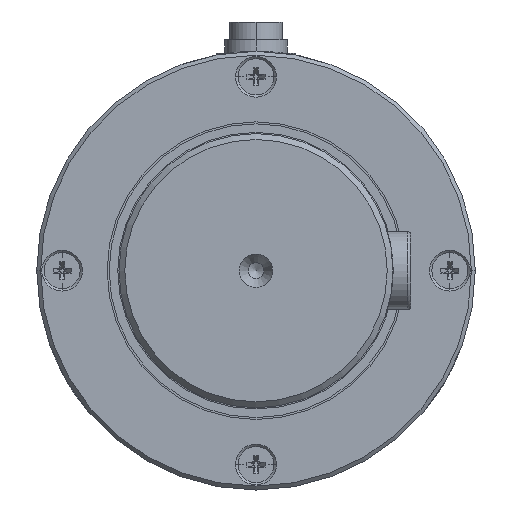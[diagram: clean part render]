
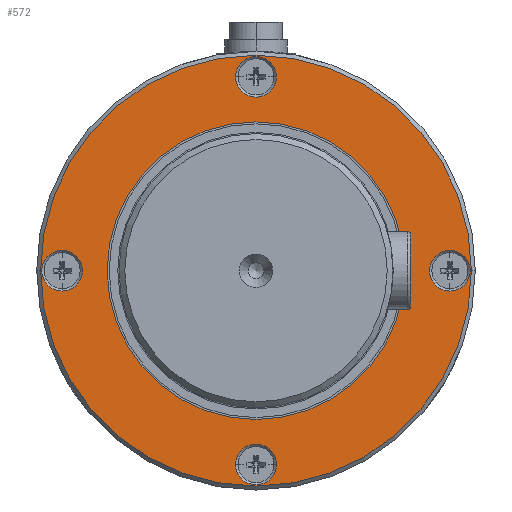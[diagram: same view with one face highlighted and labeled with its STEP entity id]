
A CAD part, left-side view. The second image highlights one B-rep face of the part: STEP entity #572.
In plain terms, the highlighted planar face has unit normal (-1, 0, 0).
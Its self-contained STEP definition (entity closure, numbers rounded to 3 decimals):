
#572 = ADVANCED_FACE( '', ( #1274, #1275, #1276, #1277, #1278, #1279 ), #1280, .T. );
#1274 = FACE_OUTER_BOUND( '', #2293, .T. );
#1275 = FACE_BOUND( '', #2294, .T. );
#1276 = FACE_BOUND( '', #2295, .T. );
#1277 = FACE_BOUND( '', #2296, .T. );
#1278 = FACE_BOUND( '', #2297, .T. );
#1279 = FACE_BOUND( '', #2298, .T. );
#1280 = PLANE( '', #2299 );
#2293 = EDGE_LOOP( '', ( #3380, #3381 ) );
#2294 = EDGE_LOOP( '', ( #3382, #3383 ) );
#2295 = EDGE_LOOP( '', ( #3384, #3385 ) );
#2296 = EDGE_LOOP( '', ( #3386, #3387 ) );
#2297 = EDGE_LOOP( '', ( #3388, #3389 ) );
#2298 = EDGE_LOOP( '', ( #3390, #3391 ) );
#2299 = AXIS2_PLACEMENT_3D( '', #3392, #3393, #3394 );
#3380 = ORIENTED_EDGE( '', *, *, #5661, .T. );
#3381 = ORIENTED_EDGE( '', *, *, #5662, .T. );
#3382 = ORIENTED_EDGE( '', *, *, #5663, .T. );
#3383 = ORIENTED_EDGE( '', *, *, #5664, .T. );
#3384 = ORIENTED_EDGE( '', *, *, #5665, .T. );
#3385 = ORIENTED_EDGE( '', *, *, #5622, .T. );
#3386 = ORIENTED_EDGE( '', *, *, #5666, .T. );
#3387 = ORIENTED_EDGE( '', *, *, #5667, .T. );
#3388 = ORIENTED_EDGE( '', *, *, #5668, .T. );
#3389 = ORIENTED_EDGE( '', *, *, #5669, .T. );
#3390 = ORIENTED_EDGE( '', *, *, #5670, .F. );
#3391 = ORIENTED_EDGE( '', *, *, #5671, .F. );
#3392 = CARTESIAN_POINT( '', ( -4., -46.25, 0. ) );
#3393 = DIRECTION( '', ( -1., 0., 0. ) );
#3394 = DIRECTION( '', ( 0., 0., 1. ) );
#5622 = EDGE_CURVE( '', #6542, #6540, #6543, .T. );
#5661 = EDGE_CURVE( '', #6606, #6607, #6608, .T. );
#5662 = EDGE_CURVE( '', #6607, #6606, #6609, .T. );
#5663 = EDGE_CURVE( '', #6610, #6611, #6612, .T. );
#5664 = EDGE_CURVE( '', #6611, #6610, #6613, .T. );
#5665 = EDGE_CURVE( '', #6540, #6542, #6614, .T. );
#5666 = EDGE_CURVE( '', #6615, #6616, #6617, .T. );
#5667 = EDGE_CURVE( '', #6616, #6615, #6618, .T. );
#5668 = EDGE_CURVE( '', #6619, #6620, #6621, .T. );
#5669 = EDGE_CURVE( '', #6620, #6619, #6622, .T. );
#5670 = EDGE_CURVE( '', #6623, #6624, #6625, .T. );
#5671 = EDGE_CURVE( '', #6624, #6623, #6626, .T. );
#6540 = VERTEX_POINT( '', #7827 );
#6542 = VERTEX_POINT( '', #7830 );
#6543 = CIRCLE( '', #7831, 5.2 );
#6606 = VERTEX_POINT( '', #8037 );
#6607 = VERTEX_POINT( '', #8038 );
#6608 = CIRCLE( '', #8039, 55. );
#6609 = CIRCLE( '', #8040, 55. );
#6610 = VERTEX_POINT( '', #8041 );
#6611 = VERTEX_POINT( '', #8042 );
#6612 = CIRCLE( '', #8043, 5.2 );
#6613 = CIRCLE( '', #8044, 5.2 );
#6614 = CIRCLE( '', #8045, 5.2 );
#6615 = VERTEX_POINT( '', #8046 );
#6616 = VERTEX_POINT( '', #8047 );
#6617 = CIRCLE( '', #8048, 5.2 );
#6618 = CIRCLE( '', #8049, 5.2 );
#6619 = VERTEX_POINT( '', #8050 );
#6620 = VERTEX_POINT( '', #8051 );
#6621 = CIRCLE( '', #8052, 5.2 );
#6622 = CIRCLE( '', #8053, 5.2 );
#6623 = VERTEX_POINT( '', #8054 );
#6624 = VERTEX_POINT( '', #8055 );
#6625 = CIRCLE( '', #8056, 38. );
#6626 = CIRCLE( '', #8057, 38. );
#7827 = CARTESIAN_POINT( '', ( -4., -49.5, -5.2 ) );
#7830 = CARTESIAN_POINT( '', ( -4., -49.5, 5.2 ) );
#7831 = AXIS2_PLACEMENT_3D( '', #10123, #10124, #10125 );
#8037 = CARTESIAN_POINT( '', ( -4., -55., 0. ) );
#8038 = CARTESIAN_POINT( '', ( -4., 55., 0. ) );
#8039 = AXIS2_PLACEMENT_3D( '', #10171, #10172, #10173 );
#8040 = AXIS2_PLACEMENT_3D( '', #10174, #10175, #10176 );
#8041 = CARTESIAN_POINT( '', ( -4., -5.2, 49.5 ) );
#8042 = CARTESIAN_POINT( '', ( -4., 5.2, 49.5 ) );
#8043 = AXIS2_PLACEMENT_3D( '', #10177, #10178, #10179 );
#8044 = AXIS2_PLACEMENT_3D( '', #10180, #10181, #10182 );
#8045 = AXIS2_PLACEMENT_3D( '', #10183, #10184, #10185 );
#8046 = CARTESIAN_POINT( '', ( -4., 5.2, -49.5 ) );
#8047 = CARTESIAN_POINT( '', ( -4., -5.2, -49.5 ) );
#8048 = AXIS2_PLACEMENT_3D( '', #10186, #10187, #10188 );
#8049 = AXIS2_PLACEMENT_3D( '', #10189, #10190, #10191 );
#8050 = CARTESIAN_POINT( '', ( -4., 49.5, 5.2 ) );
#8051 = CARTESIAN_POINT( '', ( -4., 49.5, -5.2 ) );
#8052 = AXIS2_PLACEMENT_3D( '', #10192, #10193, #10194 );
#8053 = AXIS2_PLACEMENT_3D( '', #10195, #10196, #10197 );
#8054 = CARTESIAN_POINT( '', ( -4., -38., 0. ) );
#8055 = CARTESIAN_POINT( '', ( -4., 38., 0. ) );
#8056 = AXIS2_PLACEMENT_3D( '', #10198, #10199, #10200 );
#8057 = AXIS2_PLACEMENT_3D( '', #10201, #10202, #10203 );
#10123 = CARTESIAN_POINT( '', ( -4., -49.5, 0. ) );
#10124 = DIRECTION( '', ( 1., 0., 0. ) );
#10125 = DIRECTION( '', ( 0., 0., -1. ) );
#10171 = CARTESIAN_POINT( '', ( -4., 0., 0. ) );
#10172 = DIRECTION( '', ( -1., 0., 0. ) );
#10173 = DIRECTION( '', ( 0., -1., 0. ) );
#10174 = CARTESIAN_POINT( '', ( -4., 0., 0. ) );
#10175 = DIRECTION( '', ( -1., 0., 0. ) );
#10176 = DIRECTION( '', ( 0., -1., 0. ) );
#10177 = CARTESIAN_POINT( '', ( -4., 0., 49.5 ) );
#10178 = DIRECTION( '', ( 1., 0., 0. ) );
#10179 = DIRECTION( '', ( 0., -1., 0. ) );
#10180 = CARTESIAN_POINT( '', ( -4., 0., 49.5 ) );
#10181 = DIRECTION( '', ( 1., 0., 0. ) );
#10182 = DIRECTION( '', ( 0., -1., 0. ) );
#10183 = CARTESIAN_POINT( '', ( -4., -49.5, 0. ) );
#10184 = DIRECTION( '', ( 1., 0., 0. ) );
#10185 = DIRECTION( '', ( 0., 0., -1. ) );
#10186 = CARTESIAN_POINT( '', ( -4., 0., -49.5 ) );
#10187 = DIRECTION( '', ( 1., 0., 0. ) );
#10188 = DIRECTION( '', ( 0., 1., 0. ) );
#10189 = CARTESIAN_POINT( '', ( -4., 0., -49.5 ) );
#10190 = DIRECTION( '', ( 1., 0., 0. ) );
#10191 = DIRECTION( '', ( 0., 1., 0. ) );
#10192 = CARTESIAN_POINT( '', ( -4., 49.5, 0. ) );
#10193 = DIRECTION( '', ( 1., 0., 0. ) );
#10194 = DIRECTION( '', ( 0., 0., 1. ) );
#10195 = CARTESIAN_POINT( '', ( -4., 49.5, 0. ) );
#10196 = DIRECTION( '', ( 1., 0., 0. ) );
#10197 = DIRECTION( '', ( 0., 0., 1. ) );
#10198 = CARTESIAN_POINT( '', ( -4., 0., 0. ) );
#10199 = DIRECTION( '', ( -1., 0., 0. ) );
#10200 = DIRECTION( '', ( 0., -1., 0. ) );
#10201 = CARTESIAN_POINT( '', ( -4., 0., 0. ) );
#10202 = DIRECTION( '', ( -1., 0., 0. ) );
#10203 = DIRECTION( '', ( 0., -1., 0. ) );
